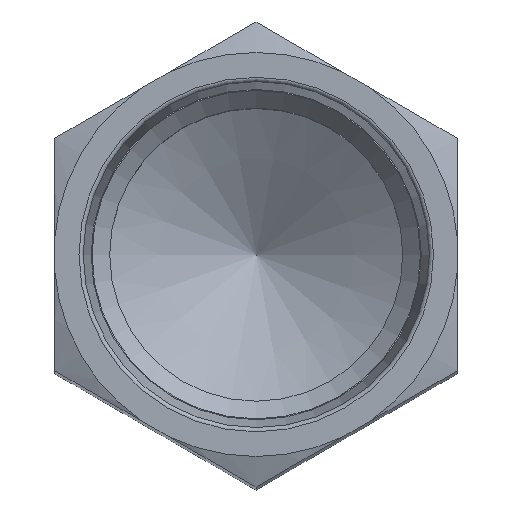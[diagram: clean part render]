
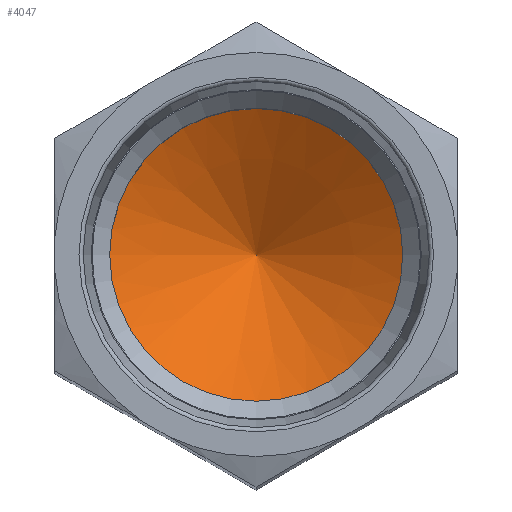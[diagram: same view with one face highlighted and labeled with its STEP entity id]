
A CAD part, top view. The second image highlights one B-rep face of the part: STEP entity #4047.
In plain terms, the highlighted conical face has half-angle 59 degrees and reference radius 7.795 mm.
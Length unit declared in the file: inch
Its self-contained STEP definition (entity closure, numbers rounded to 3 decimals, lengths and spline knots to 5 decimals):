
#4024=CARTESIAN_POINT('',(0.3415,-0.00012,3.325));
#4025=VERTEX_POINT('',#4024);
#4026=CARTESIAN_POINT('',(0.0005,-0.00012,3.325));
#4027=DIRECTION('',(0.0,0.0,1.0));
#4028=DIRECTION('',(1.0,0.0,0.0));
#4029=AXIS2_PLACEMENT_3D('',#4026,#4027,#4028);
#4030=CIRCLE('',#4029,0.341);
#4031=EDGE_CURVE('',#4025,#4025,#4030,.T.);
#4039=CARTESIAN_POINT('',(0.0005,-0.00012,3.30451));
#4040=DIRECTION('',(0.,0.,1.0));
#4041=DIRECTION('',(-0.814,-0.581,0.));
#4042=AXIS2_PLACEMENT_3D('',#4039,#4040,#4041);
#4043=CONICAL_SURFACE('',#4042,0.3069,59.);
#4044=ORIENTED_EDGE('',*,*,#4031,.T.);
#4045=EDGE_LOOP('',(#4044));
#4046=FACE_OUTER_BOUND('',#4045,.T.);
#4047=ADVANCED_FACE('',(#4046),#4043,.F.);
